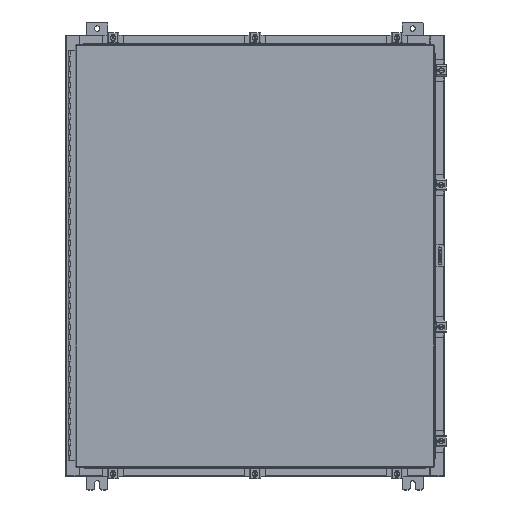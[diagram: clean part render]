
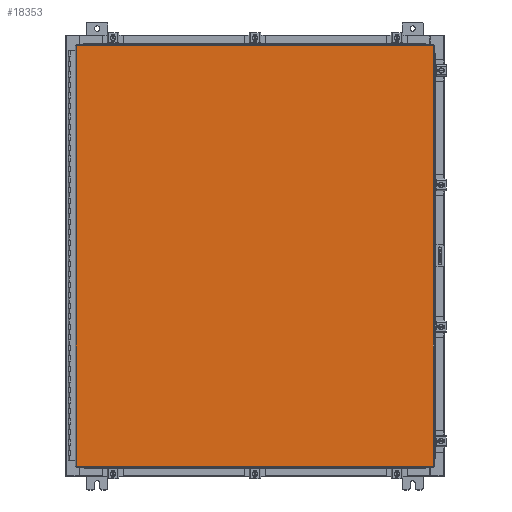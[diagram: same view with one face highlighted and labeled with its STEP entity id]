
A CAD part, top view. The second image highlights one B-rep face of the part: STEP entity #18353.
In plain terms, the highlighted planar face has unit normal (0, 0, 1).
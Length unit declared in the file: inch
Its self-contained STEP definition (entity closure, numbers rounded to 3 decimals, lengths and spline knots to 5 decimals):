
#290 = CARTESIAN_POINT ( 'NONE',  ( -16.9903, 20.0063, 0. ) ) ;
#4265 = DIRECTION ( 'NONE',  ( -1., 0., 0. ) ) ;
#5693 = VECTOR ( 'NONE', #7946, 39.37008 ) ;
#6254 = EDGE_LOOP ( 'NONE', ( #27681, #9066, #42676, #47265 ) ) ;
#7071 = LINE ( 'NONE', #41256, #36309 ) ;
#7946 = DIRECTION ( 'NONE',  ( 0., -1., 0. ) ) ;
#8059 = LINE ( 'NONE', #290, #5693 ) ;
#8889 = EDGE_CURVE ( 'NONE', #17192, #26689, #17222, .T. ) ;
#9066 = ORIENTED_EDGE ( 'NONE', *, *, #9402, .T. ) ;
#9402 = EDGE_CURVE ( 'NONE', #49528, #17192, #10587, .T. ) ;
#9453 = CARTESIAN_POINT ( 'NONE',  ( 16.9903, 20.0063, 0. ) ) ;
#9459 = CARTESIAN_POINT ( 'NONE',  ( 16.9903, -20.0063, 0. ) ) ;
#9757 = EDGE_CURVE ( 'NONE', #42767, #49528, #7071, .T. ) ;
#10587 = LINE ( 'NONE', #27753, #20722 ) ;
#13525 = EDGE_CURVE ( 'NONE', #26689, #42767, #8059, .T. ) ;
#13927 = CARTESIAN_POINT ( 'NONE',  ( -16.9903, 20.0063, 0. ) ) ;
#14813 = VECTOR ( 'NONE', #20966, 39.37008 ) ;
#17192 = VERTEX_POINT ( 'NONE', #28479 ) ;
#17222 = LINE ( 'NONE', #9453, #14813 ) ;
#18353 = ADVANCED_FACE ( 'NONE', ( #36370 ), #38241, .F. ) ;
#18399 = DIRECTION ( 'NONE',  ( 1., 0., 0. ) ) ;
#19399 = CARTESIAN_POINT ( 'NONE',  ( 0., 0., 0. ) ) ;
#20722 = VECTOR ( 'NONE', #31584, 39.37008 ) ;
#20966 = DIRECTION ( 'NONE',  ( -1., 0., 0. ) ) ;
#26689 = VERTEX_POINT ( 'NONE', #13927 ) ;
#27041 = DIRECTION ( 'NONE',  ( 0., 0., -1. ) ) ;
#27681 = ORIENTED_EDGE ( 'NONE', *, *, #9757, .T. ) ;
#27753 = CARTESIAN_POINT ( 'NONE',  ( 16.9903, -20.0063, 0. ) ) ;
#28479 = CARTESIAN_POINT ( 'NONE',  ( 16.9903, 20.0063, 0. ) ) ;
#31584 = DIRECTION ( 'NONE',  ( 0., 1., 0. ) ) ;
#36309 = VECTOR ( 'NONE', #18399, 39.37008 ) ;
#36370 = FACE_OUTER_BOUND ( 'NONE', #6254, .T. ) ;
#38241 = PLANE ( 'NONE',  #45289 ) ;
#41256 = CARTESIAN_POINT ( 'NONE',  ( -16.9903, -20.0063, 0. ) ) ;
#42330 = CARTESIAN_POINT ( 'NONE',  ( -16.9903, -20.0063, 0. ) ) ;
#42676 = ORIENTED_EDGE ( 'NONE', *, *, #8889, .T. ) ;
#42767 = VERTEX_POINT ( 'NONE', #42330 ) ;
#45289 = AXIS2_PLACEMENT_3D ( 'NONE', #19399, #27041, #4265 ) ;
#47265 = ORIENTED_EDGE ( 'NONE', *, *, #13525, .T. ) ;
#49528 = VERTEX_POINT ( 'NONE', #9459 ) ;
